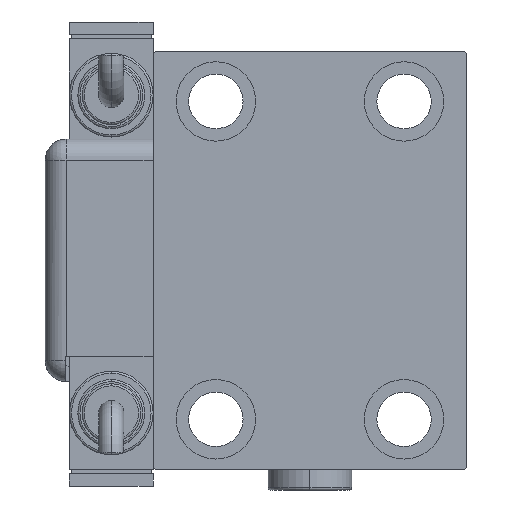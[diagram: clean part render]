
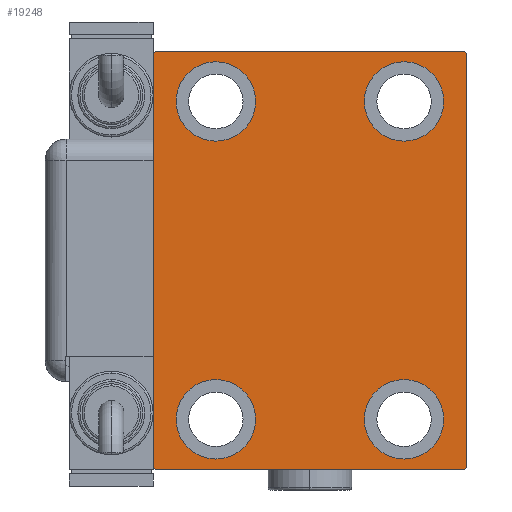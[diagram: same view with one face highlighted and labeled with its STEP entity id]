
A CAD part, left-side view. The second image highlights one B-rep face of the part: STEP entity #19248.
In plain terms, the highlighted face is planar.
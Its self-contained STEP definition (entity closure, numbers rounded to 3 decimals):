
#509 = LINE ( 'NONE', #57955, #42775 ) ;
#1353 = DIRECTION ( 'NONE',  ( 0., -1., 0. ) ) ;
#1990 = CARTESIAN_POINT ( 'NONE',  ( 123., 22.5, 47.5 ) ) ;
#2056 = AXIS2_PLACEMENT_3D ( 'NONE', #21370, #12622, #40408 ) ;
#2648 = AXIS2_PLACEMENT_3D ( 'NONE', #21841, #59936, #45880 ) ;
#3076 = CARTESIAN_POINT ( 'NONE',  ( 123., -22.5, 38. ) ) ;
#3126 = EDGE_LOOP ( 'NONE', ( #48344, #32131 ) ) ;
#3136 = CARTESIAN_POINT ( 'NONE',  ( 123., -22.5, -38. ) ) ;
#3227 = EDGE_CURVE ( 'NONE', #3354, #48611, #49835, .T. ) ;
#3354 = VERTEX_POINT ( 'NONE', #1990 ) ;
#3544 = CARTESIAN_POINT ( 'NONE',  ( 123., 37.5, -50. ) ) ;
#3574 = CARTESIAN_POINT ( 'NONE',  ( 123., -22.5, 47.5 ) ) ;
#4311 = EDGE_CURVE ( 'NONE', #19468, #4696, #11374, .T. ) ;
#4696 = VERTEX_POINT ( 'NONE', #7834 ) ;
#4808 = CARTESIAN_POINT ( 'NONE',  ( 123., 43.5, 43.5 ) ) ;
#4861 = VERTEX_POINT ( 'NONE', #30276 ) ;
#5162 = CARTESIAN_POINT ( 'NONE',  ( 123., 22.5, 38. ) ) ;
#5181 = AXIS2_PLACEMENT_3D ( 'NONE', #3076, #36806, #51162 ) ;
#5253 = EDGE_CURVE ( 'NONE', #16097, #37182, #14060, .T. ) ;
#6233 = CIRCLE ( 'NONE', #41146, 9.5 ) ;
#7834 = CARTESIAN_POINT ( 'NONE',  ( 123., 37.5, 49.5 ) ) ;
#8152 = CIRCLE ( 'NONE', #5181, 9.5 ) ;
#8224 = EDGE_LOOP ( 'NONE', ( #56233, #33133 ) ) ;
#8825 = LINE ( 'NONE', #17577, #60776 ) ;
#9768 = VERTEX_POINT ( 'NONE', #27024 ) ;
#9838 = DIRECTION ( 'NONE',  ( 0., 0., 1. ) ) ;
#10194 = DIRECTION ( 'NONE',  ( 0., 1., 0. ) ) ;
#10466 = AXIS2_PLACEMENT_3D ( 'NONE', #15924, #54019, #39059 ) ;
#10578 = ORIENTED_EDGE ( 'NONE', *, *, #34404, .T. ) ;
#10795 = LINE ( 'NONE', #35128, #33433 ) ;
#10929 = FACE_BOUND ( 'NONE', #8224, .T. ) ;
#10941 = AXIS2_PLACEMENT_3D ( 'NONE', #21938, #46282, #18202 ) ;
#11374 = LINE ( 'NONE', #3544, #45865 ) ;
#11409 = VECTOR ( 'NONE', #26201, 1000. ) ;
#11542 = FACE_BOUND ( 'NONE', #34853, .T. ) ;
#11635 = EDGE_CURVE ( 'NONE', #37182, #16097, #8152, .T. ) ;
#11947 = CARTESIAN_POINT ( 'NONE',  ( 123., 37.5, 50. ) ) ;
#12194 = DIRECTION ( 'NONE',  ( -1., 0., 0. ) ) ;
#12622 = DIRECTION ( 'NONE',  ( -1., 0., 0. ) ) ;
#13169 = EDGE_CURVE ( 'NONE', #48611, #3354, #6233, .T. ) ;
#14060 = CIRCLE ( 'NONE', #2056, 9.5 ) ;
#14243 = DIRECTION ( 'NONE',  ( 0., 0., 1. ) ) ;
#15233 = VERTEX_POINT ( 'NONE', #40413 ) ;
#15322 = FACE_OUTER_BOUND ( 'NONE', #29422, .T. ) ;
#15448 = DIRECTION ( 'NONE',  ( -1., 0., 0. ) ) ;
#15924 = CARTESIAN_POINT ( 'NONE',  ( 123., 0., 0. ) ) ;
#16097 = VERTEX_POINT ( 'NONE', #3574 ) ;
#16208 = EDGE_CURVE ( 'NONE', #4696, #33413, #36996, .T. ) ;
#17012 = CARTESIAN_POINT ( 'NONE',  ( 123., -22.5, -28.5 ) ) ;
#17290 = EDGE_CURVE ( 'NONE', #36938, #21969, #54600, .T. ) ;
#17470 = EDGE_CURVE ( 'NONE', #15233, #4861, #26799, .T. ) ;
#17577 = CARTESIAN_POINT ( 'NONE',  ( 123., 43.5, -43.5 ) ) ;
#18202 = DIRECTION ( 'NONE',  ( 0., 0., 1. ) ) ;
#18981 = DIRECTION ( 'NONE',  ( -1., 0., 0. ) ) ;
#19248 = ADVANCED_FACE ( 'NONE', ( #11542, #39663, #40265, #10929, #15322 ), #25608, .T. ) ;
#19468 = VERTEX_POINT ( 'NONE', #30897 ) ;
#20088 = CIRCLE ( 'NONE', #54964, 9.5 ) ;
#20906 = ORIENTED_EDGE ( 'NONE', *, *, #17470, .T. ) ;
#20965 = ORIENTED_EDGE ( 'NONE', *, *, #27817, .T. ) ;
#21370 = CARTESIAN_POINT ( 'NONE',  ( 123., -22.5, 38. ) ) ;
#21841 = CARTESIAN_POINT ( 'NONE',  ( 123., -22.5, -38. ) ) ;
#21938 = CARTESIAN_POINT ( 'NONE',  ( 123., 22.5, -38. ) ) ;
#21941 = AXIS2_PLACEMENT_3D ( 'NONE', #5162, #15448, #9838 ) ;
#21969 = VERTEX_POINT ( 'NONE', #26624 ) ;
#22136 = CARTESIAN_POINT ( 'NONE',  ( 123., -43.5, -43.5 ) ) ;
#22658 = VERTEX_POINT ( 'NONE', #31317 ) ;
#22977 = ORIENTED_EDGE ( 'NONE', *, *, #4311, .T. ) ;
#24679 = ORIENTED_EDGE ( 'NONE', *, *, #32931, .T. ) ;
#25359 = VECTOR ( 'NONE', #41475, 1000. ) ;
#25608 = PLANE ( 'NONE',  #10466 ) ;
#26201 = DIRECTION ( 'NONE',  ( 0., 0.707, -0.707 ) ) ;
#26624 = CARTESIAN_POINT ( 'NONE',  ( 123., -37., -50. ) ) ;
#26799 = LINE ( 'NONE', #27430, #25359 ) ;
#27024 = CARTESIAN_POINT ( 'NONE',  ( 123., 37., -50. ) ) ;
#27316 = DIRECTION ( 'NONE',  ( 0., -0.707, 0.707 ) ) ;
#27430 = CARTESIAN_POINT ( 'NONE',  ( 123., -43.5, 43.5 ) ) ;
#27817 = EDGE_CURVE ( 'NONE', #32192, #22658, #29585, .T. ) ;
#28305 = DIRECTION ( 'NONE',  ( -1., 0., 0. ) ) ;
#29422 = EDGE_LOOP ( 'NONE', ( #59833, #20906, #48085, #37873, #24679, #10578, #22977, #54371 ) ) ;
#29585 = CIRCLE ( 'NONE', #2648, 9.5 ) ;
#30276 = CARTESIAN_POINT ( 'NONE',  ( 123., -37.5, 49.5 ) ) ;
#30897 = CARTESIAN_POINT ( 'NONE',  ( 123., 37.5, -49.5 ) ) ;
#30998 = CARTESIAN_POINT ( 'NONE',  ( 123., 37., 50. ) ) ;
#31317 = CARTESIAN_POINT ( 'NONE',  ( 123., -22.5, -47.5 ) ) ;
#32131 = ORIENTED_EDGE ( 'NONE', *, *, #5253, .T. ) ;
#32172 = CARTESIAN_POINT ( 'NONE',  ( 123., -37.5, -49.5 ) ) ;
#32192 = VERTEX_POINT ( 'NONE', #17012 ) ;
#32642 = AXIS2_PLACEMENT_3D ( 'NONE', #3136, #12194, #60268 ) ;
#32931 = EDGE_CURVE ( 'NONE', #21969, #9768, #509, .T. ) ;
#33133 = ORIENTED_EDGE ( 'NONE', *, *, #42334, .T. ) ;
#33396 = EDGE_CURVE ( 'NONE', #33413, #15233, #44743, .T. ) ;
#33413 = VERTEX_POINT ( 'NONE', #30998 ) ;
#33433 = VECTOR ( 'NONE', #34517, 1000. ) ;
#33553 = EDGE_CURVE ( 'NONE', #45275, #47857, #61809, .T. ) ;
#33621 = DIRECTION ( 'NONE',  ( 0., 0., 1. ) ) ;
#34404 = EDGE_CURVE ( 'NONE', #9768, #19468, #8825, .T. ) ;
#34517 = DIRECTION ( 'NONE',  ( 0., 0., -1. ) ) ;
#34853 = EDGE_LOOP ( 'NONE', ( #40217, #20965 ) ) ;
#35128 = CARTESIAN_POINT ( 'NONE',  ( 123., -37.5, 50. ) ) ;
#36806 = DIRECTION ( 'NONE',  ( -1., 0., 0. ) ) ;
#36938 = VERTEX_POINT ( 'NONE', #32172 ) ;
#36996 = LINE ( 'NONE', #4808, #54199 ) ;
#37182 = VERTEX_POINT ( 'NONE', #40243 ) ;
#37873 = ORIENTED_EDGE ( 'NONE', *, *, #17290, .T. ) ;
#39059 = DIRECTION ( 'NONE',  ( 0., 0., -1. ) ) ;
#39663 = FACE_BOUND ( 'NONE', #3126, .T. ) ;
#40217 = ORIENTED_EDGE ( 'NONE', *, *, #59854, .T. ) ;
#40243 = CARTESIAN_POINT ( 'NONE',  ( 123., -22.5, 28.5 ) ) ;
#40265 = FACE_BOUND ( 'NONE', #55301, .T. ) ;
#40408 = DIRECTION ( 'NONE',  ( 0., 0., 1. ) ) ;
#40413 = CARTESIAN_POINT ( 'NONE',  ( 123., -37., 50. ) ) ;
#41146 = AXIS2_PLACEMENT_3D ( 'NONE', #42055, #28305, #14243 ) ;
#41475 = DIRECTION ( 'NONE',  ( 0., -0.707, -0.707 ) ) ;
#41958 = DIRECTION ( 'NONE',  ( 0., 0., 1. ) ) ;
#42055 = CARTESIAN_POINT ( 'NONE',  ( 123., 22.5, 38. ) ) ;
#42334 = EDGE_CURVE ( 'NONE', #47857, #45275, #20088, .T. ) ;
#42697 = CARTESIAN_POINT ( 'NONE',  ( 123., 22.5, -38. ) ) ;
#42759 = CARTESIAN_POINT ( 'NONE',  ( 123., 22.5, -28.5 ) ) ;
#42775 = VECTOR ( 'NONE', #10194, 1000. ) ;
#44018 = ORIENTED_EDGE ( 'NONE', *, *, #3227, .T. ) ;
#44616 = ORIENTED_EDGE ( 'NONE', *, *, #13169, .T. ) ;
#44743 = LINE ( 'NONE', #11947, #59732 ) ;
#45275 = VERTEX_POINT ( 'NONE', #46633 ) ;
#45865 = VECTOR ( 'NONE', #41958, 1000. ) ;
#45880 = DIRECTION ( 'NONE',  ( 0., 0., 1. ) ) ;
#46282 = DIRECTION ( 'NONE',  ( -1., 0., 0. ) ) ;
#46580 = CIRCLE ( 'NONE', #32642, 9.5 ) ;
#46633 = CARTESIAN_POINT ( 'NONE',  ( 123., 22.5, -47.5 ) ) ;
#47857 = VERTEX_POINT ( 'NONE', #42759 ) ;
#48085 = ORIENTED_EDGE ( 'NONE', *, *, #50825, .T. ) ;
#48344 = ORIENTED_EDGE ( 'NONE', *, *, #11635, .T. ) ;
#48611 = VERTEX_POINT ( 'NONE', #55771 ) ;
#49835 = CIRCLE ( 'NONE', #21941, 9.5 ) ;
#50825 = EDGE_CURVE ( 'NONE', #4861, #36938, #10795, .T. ) ;
#51162 = DIRECTION ( 'NONE',  ( 0., 0., 1. ) ) ;
#54019 = DIRECTION ( 'NONE',  ( 1., 0., 0. ) ) ;
#54199 = VECTOR ( 'NONE', #27316, 1000. ) ;
#54371 = ORIENTED_EDGE ( 'NONE', *, *, #16208, .T. ) ;
#54600 = LINE ( 'NONE', #22136, #11409 ) ;
#54964 = AXIS2_PLACEMENT_3D ( 'NONE', #42697, #18981, #33621 ) ;
#55301 = EDGE_LOOP ( 'NONE', ( #44616, #44018 ) ) ;
#55771 = CARTESIAN_POINT ( 'NONE',  ( 123., 22.5, 28.5 ) ) ;
#56233 = ORIENTED_EDGE ( 'NONE', *, *, #33553, .T. ) ;
#56597 = DIRECTION ( 'NONE',  ( 0., 0.707, 0.707 ) ) ;
#57955 = CARTESIAN_POINT ( 'NONE',  ( 123., -37.5, -50. ) ) ;
#59732 = VECTOR ( 'NONE', #1353, 1000. ) ;
#59833 = ORIENTED_EDGE ( 'NONE', *, *, #33396, .T. ) ;
#59854 = EDGE_CURVE ( 'NONE', #22658, #32192, #46580, .T. ) ;
#59936 = DIRECTION ( 'NONE',  ( -1., 0., 0. ) ) ;
#60268 = DIRECTION ( 'NONE',  ( 0., 0., 1. ) ) ;
#60776 = VECTOR ( 'NONE', #56597, 1000. ) ;
#61809 = CIRCLE ( 'NONE', #10941, 9.5 ) ;
